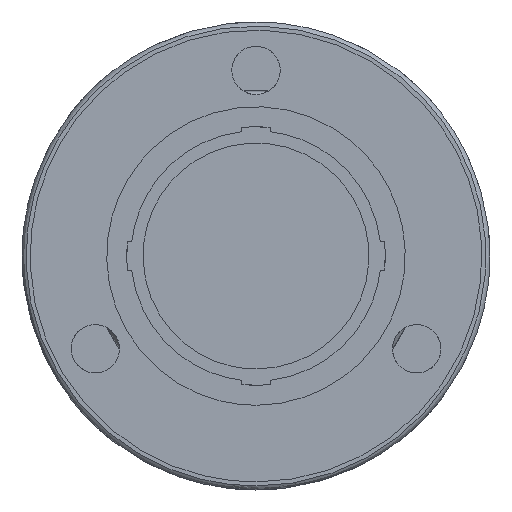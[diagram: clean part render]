
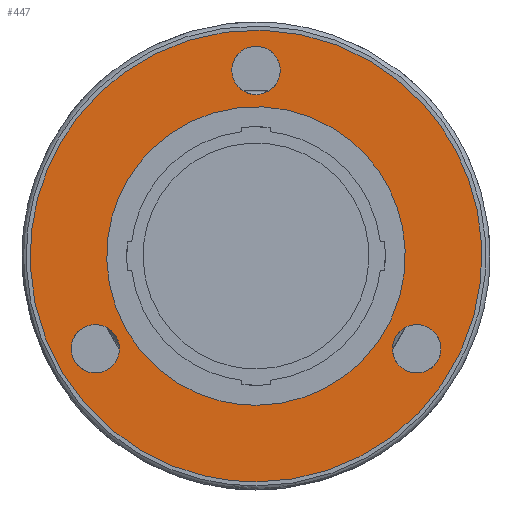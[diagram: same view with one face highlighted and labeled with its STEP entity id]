
A CAD part, front view. The second image highlights one B-rep face of the part: STEP entity #447.
In plain terms, the highlighted free-form (B-spline) face has degree [1, 1] with [2, 2] control points.
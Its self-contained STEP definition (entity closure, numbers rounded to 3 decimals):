
#447 = ADVANCED_FACE('',(#448,#468,#482,#496,#516),#530,.T.);
#448 = FACE_BOUND('',#449,.T.);
#449 = EDGE_LOOP('',(#450,#460));
#450 = ORIENTED_EDGE('',*,*,#451,.F.);
#451 = EDGE_CURVE('',#452,#454,#456,.T.);
#452 = VERTEX_POINT('',#453);
#453 = CARTESIAN_POINT('',(-21.806,-14.232,
    -15.874));
#454 = VERTEX_POINT('',#455);
#455 = CARTESIAN_POINT('',(-18.962,-14.232,
    -10.948));
#456 = ( BOUNDED_CURVE() B_SPLINE_CURVE(2,(#457,#458,#459),
.UNSPECIFIED.,.F.,.F.) B_SPLINE_CURVE_WITH_KNOTS((3,3),(0.,
2.094),.PIECEWISE_BEZIER_KNOTS.) CURVE() 
GEOMETRIC_REPRESENTATION_ITEM() RATIONAL_B_SPLINE_CURVE((1.,0.5,1.)) 
REPRESENTATION_ITEM('') );
#457 = CARTESIAN_POINT('',(-21.806,-14.232,
    -15.874));
#458 = CARTESIAN_POINT('',(-16.117,-14.232,
    -15.874));
#459 = CARTESIAN_POINT('',(-18.962,-14.232,
    -10.948));
#460 = ORIENTED_EDGE('',*,*,#461,.F.);
#461 = EDGE_CURVE('',#454,#452,#462,.T.);
#462 = ( BOUNDED_CURVE() B_SPLINE_CURVE(2,(#463,#464,#465,#466,#467),
.UNSPECIFIED.,.F.,.F.) B_SPLINE_CURVE_WITH_KNOTS((3,2,3),(2.094
,4.189,6.283),.PIECEWISE_BEZIER_KNOTS.) CURVE() 
GEOMETRIC_REPRESENTATION_ITEM() RATIONAL_B_SPLINE_CURVE((1.,0.5,1.,0.5,
1.)) REPRESENTATION_ITEM('') );
#463 = CARTESIAN_POINT('',(-18.962,-14.232,
    -10.948));
#464 = CARTESIAN_POINT('',(-21.806,-14.232,
    -6.021));
#465 = CARTESIAN_POINT('',(-24.65,-14.232,
    -10.948));
#466 = CARTESIAN_POINT('',(-27.494,-14.232,
    -15.874));
#467 = CARTESIAN_POINT('',(-21.806,-14.232,
    -15.874));
#468 = FACE_BOUND('',#469,.T.);
#469 = EDGE_LOOP('',(#470));
#470 = ORIENTED_EDGE('',*,*,#471,.F.);
#471 = EDGE_CURVE('',#472,#472,#474,.T.);
#472 = VERTEX_POINT('',#473);
#473 = CARTESIAN_POINT('',(0.,-14.232,21.895));
#474 = ( BOUNDED_CURVE() B_SPLINE_CURVE(2,(#475,#476,#477,#478,#479,#480
,#481),.UNSPECIFIED.,.T.,.F.) B_SPLINE_CURVE_WITH_KNOTS((1,2,2,2,2,1),(
    -2.094,0.,2.094,4.189,6.283,
8.378),.UNSPECIFIED.) CURVE() GEOMETRIC_REPRESENTATION_ITEM() 
RATIONAL_B_SPLINE_CURVE((1.,0.5,1.,0.5,1.,0.5,1.)) REPRESENTATION_ITEM(
  '') );
#475 = CARTESIAN_POINT('',(0.,-14.232,21.895));
#476 = CARTESIAN_POINT('',(5.689,-14.232,
    21.895));
#477 = CARTESIAN_POINT('',(2.844,-14.232,
    26.821));
#478 = CARTESIAN_POINT('',(0.,-14.232,
    31.748));
#479 = CARTESIAN_POINT('',(-2.844,-14.232,
    26.821));
#480 = CARTESIAN_POINT('',(-5.689,-14.232,
    21.895));
#481 = CARTESIAN_POINT('',(0.,-14.232,21.895));
#482 = FACE_BOUND('',#483,.T.);
#483 = EDGE_LOOP('',(#484));
#484 = ORIENTED_EDGE('',*,*,#485,.T.);
#485 = EDGE_CURVE('',#486,#486,#488,.T.);
#486 = VERTEX_POINT('',#487);
#487 = CARTESIAN_POINT('',(0.,-14.232,-30.653));
#488 = ( BOUNDED_CURVE() B_SPLINE_CURVE(2,(#489,#490,#491,#492,#493,#494
,#495),.UNSPECIFIED.,.T.,.F.) B_SPLINE_CURVE_WITH_KNOTS((1,2,2,2,2,1),(
    -2.094,0.,2.094,4.189,6.283,
8.378),.UNSPECIFIED.) CURVE() GEOMETRIC_REPRESENTATION_ITEM() 
RATIONAL_B_SPLINE_CURVE((1.,0.5,1.,0.5,1.,0.5,1.)) REPRESENTATION_ITEM(
  '') );
#489 = CARTESIAN_POINT('',(0.,-14.232,-30.653));
#490 = CARTESIAN_POINT('',(53.093,-14.232,
    -30.653));
#491 = CARTESIAN_POINT('',(26.546,-14.232,
    15.327));
#492 = CARTESIAN_POINT('',(0.,-14.232,
    61.306));
#493 = CARTESIAN_POINT('',(-26.546,-14.232,
    15.327));
#494 = CARTESIAN_POINT('',(-53.093,-14.232,
    -30.653));
#495 = CARTESIAN_POINT('',(0.,-14.232,-30.653));
#496 = FACE_BOUND('',#497,.T.);
#497 = EDGE_LOOP('',(#498,#510));
#498 = ORIENTED_EDGE('',*,*,#499,.F.);
#499 = EDGE_CURVE('',#500,#502,#504,.T.);
#500 = VERTEX_POINT('',#501);
#501 = CARTESIAN_POINT('',(21.806,-14.232,
    -15.874));
#502 = VERTEX_POINT('',#503);
#503 = CARTESIAN_POINT('',(18.962,-14.232,
    -10.948));
#504 = ( BOUNDED_CURVE() B_SPLINE_CURVE(2,(#505,#506,#507,#508,#509),
.UNSPECIFIED.,.F.,.F.) B_SPLINE_CURVE_WITH_KNOTS((3,2,3),(0.,
2.094,4.189),.PIECEWISE_BEZIER_KNOTS.) CURVE() 
GEOMETRIC_REPRESENTATION_ITEM() RATIONAL_B_SPLINE_CURVE((1.,0.5,1.,0.5,
1.)) REPRESENTATION_ITEM('') );
#505 = CARTESIAN_POINT('',(21.806,-14.232,
    -15.874));
#506 = CARTESIAN_POINT('',(27.494,-14.232,
    -15.874));
#507 = CARTESIAN_POINT('',(24.65,-14.232,
    -10.948));
#508 = CARTESIAN_POINT('',(21.806,-14.232,
    -6.021));
#509 = CARTESIAN_POINT('',(18.962,-14.232,
    -10.948));
#510 = ORIENTED_EDGE('',*,*,#511,.F.);
#511 = EDGE_CURVE('',#502,#500,#512,.T.);
#512 = ( BOUNDED_CURVE() B_SPLINE_CURVE(2,(#513,#514,#515),
.UNSPECIFIED.,.F.,.F.) B_SPLINE_CURVE_WITH_KNOTS((3,3),(4.189,
6.283),.PIECEWISE_BEZIER_KNOTS.) CURVE() 
GEOMETRIC_REPRESENTATION_ITEM() RATIONAL_B_SPLINE_CURVE((1.,0.5,1.)) 
REPRESENTATION_ITEM('') );
#513 = CARTESIAN_POINT('',(18.962,-14.232,
    -10.948));
#514 = CARTESIAN_POINT('',(16.117,-14.232,
    -15.874));
#515 = CARTESIAN_POINT('',(21.806,-14.232,
    -15.874));
#516 = FACE_BOUND('',#517,.T.);
#517 = EDGE_LOOP('',(#518));
#518 = ORIENTED_EDGE('',*,*,#519,.F.);
#519 = EDGE_CURVE('',#520,#520,#522,.T.);
#520 = VERTEX_POINT('',#521);
#521 = CARTESIAN_POINT('',(0.,-14.232,-20.253));
#522 = ( BOUNDED_CURVE() B_SPLINE_CURVE(2,(#523,#524,#525,#526,#527,#528
,#529),.UNSPECIFIED.,.T.,.F.) B_SPLINE_CURVE_WITH_KNOTS((1,2,2,2,2,1),(
    -2.094,0.,2.094,4.189,6.283,
8.378),.UNSPECIFIED.) CURVE() GEOMETRIC_REPRESENTATION_ITEM() 
RATIONAL_B_SPLINE_CURVE((1.,0.5,1.,0.5,1.,0.5,1.)) REPRESENTATION_ITEM(
  '') );
#523 = CARTESIAN_POINT('',(0.,-14.232,-20.253));
#524 = CARTESIAN_POINT('',(35.079,-14.232,
    -20.253));
#525 = CARTESIAN_POINT('',(17.54,-14.232,
    10.126));
#526 = CARTESIAN_POINT('',(0.,-14.232,
    40.506));
#527 = CARTESIAN_POINT('',(-17.54,-14.232,
    10.126));
#528 = CARTESIAN_POINT('',(-35.079,-14.232,
    -20.253));
#529 = CARTESIAN_POINT('',(0.,-14.232,-20.253));
#530 = B_SPLINE_SURFACE_WITH_KNOTS('',1,1,(
    (#531,#532)
    ,(#533,#534
    )),.UNSPECIFIED.,.F.,.F.,.F.,(2,2),(2,2),(-28.,28.),(-28.,28.),
  .PIECEWISE_BEZIER_KNOTS.);
#531 = CARTESIAN_POINT('',(-30.653,-14.232,
    30.653));
#532 = CARTESIAN_POINT('',(30.653,-14.232,
    30.653));
#533 = CARTESIAN_POINT('',(-30.653,-14.232,
    -30.653));
#534 = CARTESIAN_POINT('',(30.653,-14.232,
    -30.653));
